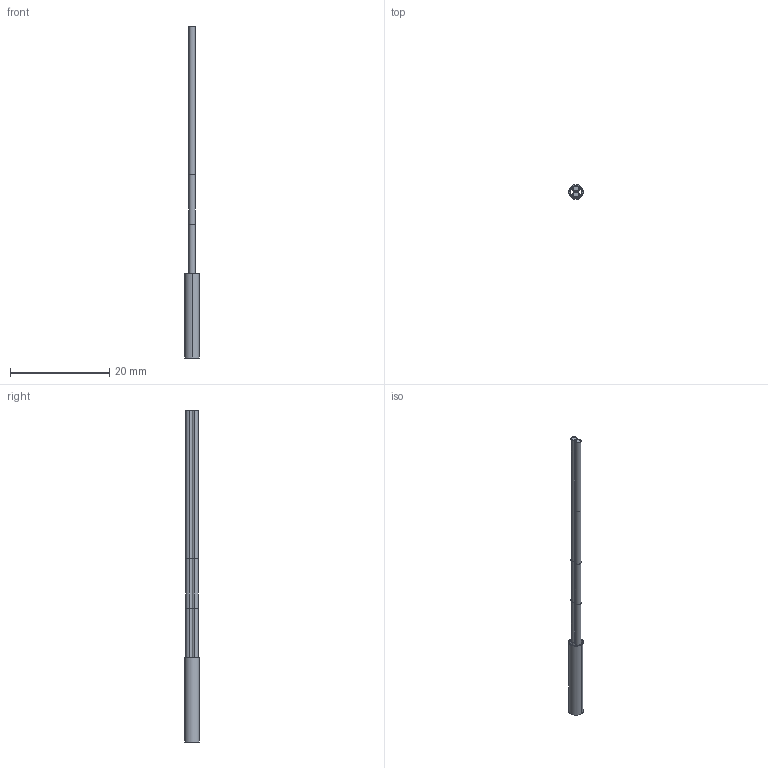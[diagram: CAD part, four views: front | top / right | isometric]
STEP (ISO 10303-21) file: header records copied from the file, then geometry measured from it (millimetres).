
FILE_DESCRIPTION((''),'2;1');
FILE_NAME('188695_ASM','2016-01-12T',('pdmadmin'),(''),'PRO/ENGINEER BY PARAMETRIC TECHNOLOGY CORPORATION, 2013230','PRO/ENGINEER BY PARAMETRIC TECHNOLOGY CORPORATION, 2013230','');
FILE_SCHEMA(('CONFIG_CONTROL_DESIGN'));
Length unit declared in the file: inch
Products named in the file (5): 58124_AF0; FIBER_CORE_1MM; 39414; 56109_ASM; 188695_ASM
Assembly tree (6 placements, depth 3):
  188695_ASM
    56109_ASM
      58124_AF0
      FIBER_CORE_1MM  x2
      39414  x2
Bounding box: 3 x 3 x 67.02 mm (x, y, z)
Volume: 250.8 mm3; surface area: 1343.1 mm2
Topology: 5 solids, 7 shells, 45 faces, 86 edges, 52 vertices
Faces by surface type: cylinder 26, plane 11, bspline 8
Entity records: 1037 total; most frequent: CARTESIAN_POINT 313, DIRECTION 162, ORIENTED_EDGE 100, AXIS2_PLACEMENT_3D 73, EDGE_CURVE 52, VERTEX_POINT 32, CIRCLE 32, EDGE_LOOP 30
